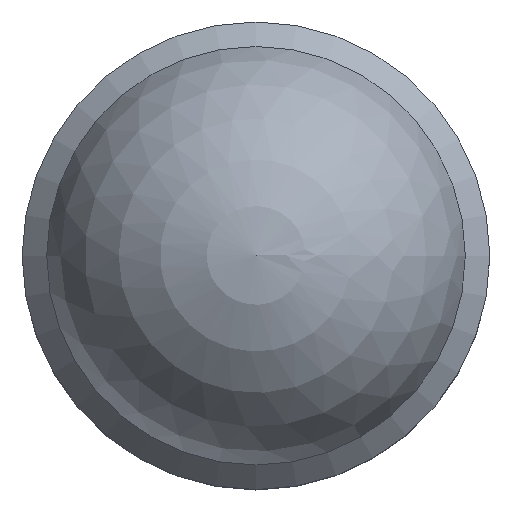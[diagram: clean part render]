
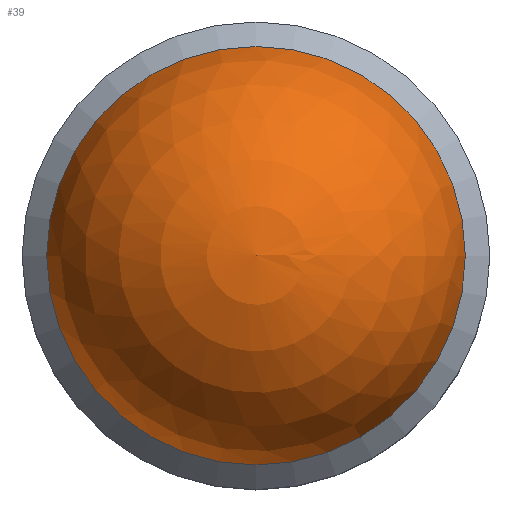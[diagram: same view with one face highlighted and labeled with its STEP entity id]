
A CAD part, top view. The second image highlights one B-rep face of the part: STEP entity #39.
In plain terms, the highlighted spherical face has radius 18 mm.
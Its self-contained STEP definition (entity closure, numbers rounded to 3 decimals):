
#39 = ADVANCED_FACE( '', ( #83 ), #84, .T. );
#83 = FACE_OUTER_BOUND( '', #134, .T. );
#84 = SPHERICAL_SURFACE( '', #135, 18. );
#134 = EDGE_LOOP( '', ( #184 ) );
#135 = AXIS2_PLACEMENT_3D( '', #185, #186, #187 );
#184 = ORIENTED_EDGE( '', *, *, #279, .T. );
#185 = CARTESIAN_POINT( '', ( 0., 0., 18.2 ) );
#186 = DIRECTION( '', ( 0., 0., 1. ) );
#187 = DIRECTION( '', ( 1., 0., 0. ) );
#279 = EDGE_CURVE( '', #319, #319, #320, .T. );
#319 = VERTEX_POINT( '', #376 );
#320 = CIRCLE( '', #377, 17.768 );
#376 = CARTESIAN_POINT( '', ( 17.768, 0., 21.082 ) );
#377 = AXIS2_PLACEMENT_3D( '', #437, #438, #439 );
#437 = CARTESIAN_POINT( '', ( 0., 0., 21.082 ) );
#438 = DIRECTION( '', ( 0., 0., 1. ) );
#439 = DIRECTION( '', ( 1., 0., 0. ) );
